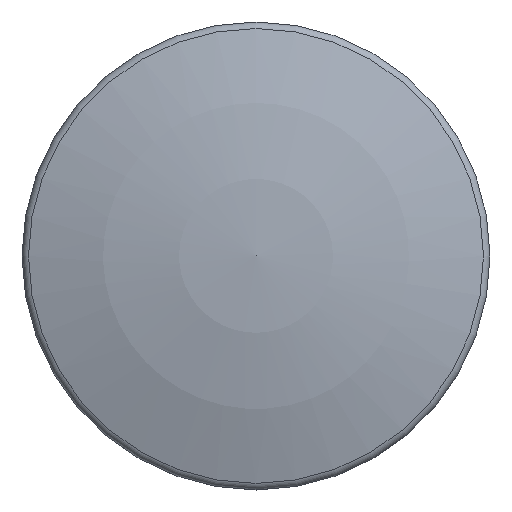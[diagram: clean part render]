
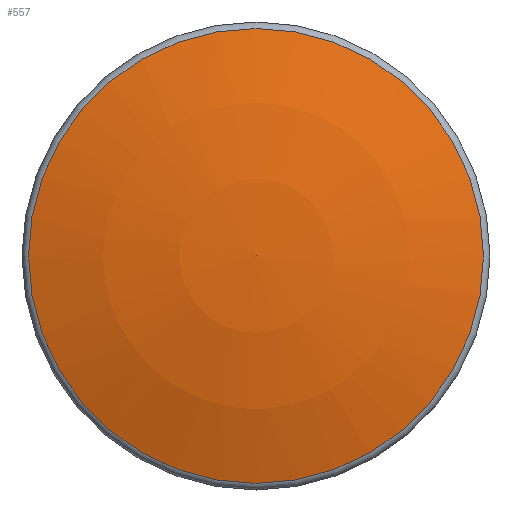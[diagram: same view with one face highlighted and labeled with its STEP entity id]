
A CAD part, top view. The second image highlights one B-rep face of the part: STEP entity #557.
In plain terms, the highlighted spherical face has radius 16 mm.
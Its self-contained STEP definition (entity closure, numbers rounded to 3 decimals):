
#50=ORIENTED_EDGE('',*,*,#112,.F.);
#112=EDGE_CURVE('',#143,#143,#174,.T.);
#143=VERTEX_POINT('',#788);
#174=CIRCLE('',#595,4.861);
#205=EDGE_LOOP('',(#50));
#267=FACE_BOUND('',#205,.T.);
#329=SPHERICAL_SURFACE('',#594,16.);
#557=ADVANCED_FACE('',(#267),#329,.T.);
#594=AXIS2_PLACEMENT_3D('',#786,#659,#660);
#595=AXIS2_PLACEMENT_3D('',#787,#661,#662);
#659=DIRECTION('',(0.,0.,-1.));
#660=DIRECTION('',(0.,1.,0.));
#661=DIRECTION('',(0.,0.,-1.));
#662=DIRECTION('',(-1.,0.,0.));
#786=CARTESIAN_POINT('',(0.,0.,0.2));
#787=CARTESIAN_POINT('',(0.,0.,15.444));
#788=CARTESIAN_POINT('',(-4.861,0.,15.444));
